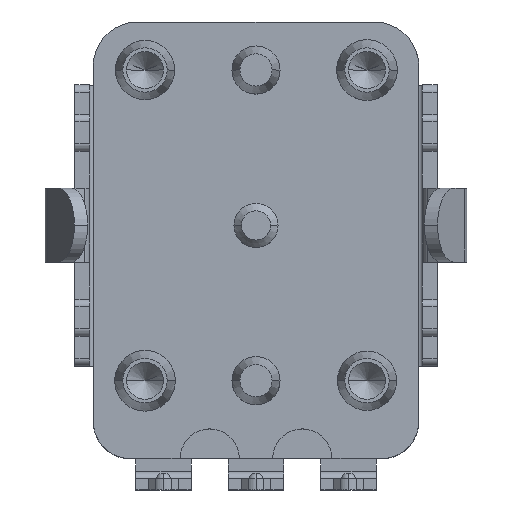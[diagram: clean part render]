
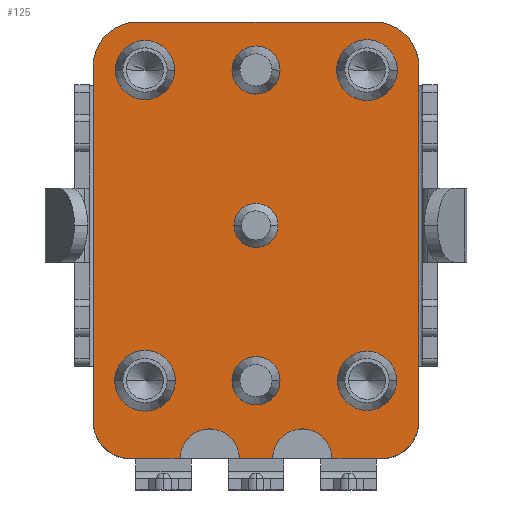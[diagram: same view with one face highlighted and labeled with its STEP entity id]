
A CAD part, top view. The second image highlights one B-rep face of the part: STEP entity #125.
In plain terms, the highlighted planar face has unit normal (0, 0, 1).
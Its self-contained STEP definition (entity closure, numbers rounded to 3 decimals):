
#125=ADVANCED_FACE('',(#566,#567,#568,#569,#570,#571,#572,#573),#574,.T.);
#566=FACE_OUTER_BOUND('',#1364,.T.);
#567=FACE_BOUND('',#1365,.T.);
#568=FACE_BOUND('',#1366,.T.);
#569=FACE_BOUND('',#1367,.T.);
#570=FACE_BOUND('',#1368,.T.);
#571=FACE_BOUND('',#1369,.T.);
#572=FACE_BOUND('',#1370,.T.);
#573=FACE_BOUND('',#1371,.T.);
#574=PLANE('',#1372);
#1364=EDGE_LOOP('',(#2511,#2512,#2513,#2514,#2515,#2516,#2517,#2518,#2519,#2520,#2521,#2522));
#1365=EDGE_LOOP('',(#2523,#2524));
#1366=EDGE_LOOP('',(#2525,#2526));
#1367=EDGE_LOOP('',(#2527,#2528));
#1368=EDGE_LOOP('',(#2529,#2530));
#1369=EDGE_LOOP('',(#2531,#2532));
#1370=EDGE_LOOP('',(#2533,#2534));
#1371=EDGE_LOOP('',(#2535,#2536));
#1372=AXIS2_PLACEMENT_3D('',#2537,#2538,#2539);
#2511=ORIENTED_EDGE('',*,*,#5573,.F.);
#2512=ORIENTED_EDGE('',*,*,#5559,.T.);
#2513=ORIENTED_EDGE('',*,*,#5574,.T.);
#2514=ORIENTED_EDGE('',*,*,#5575,.T.);
#2515=ORIENTED_EDGE('',*,*,#5576,.T.);
#2516=ORIENTED_EDGE('',*,*,#5577,.T.);
#2517=ORIENTED_EDGE('',*,*,#5578,.T.);
#2518=ORIENTED_EDGE('',*,*,#5579,.T.);
#2519=ORIENTED_EDGE('',*,*,#5580,.T.);
#2520=ORIENTED_EDGE('',*,*,#5553,.T.);
#2521=ORIENTED_EDGE('',*,*,#5581,.F.);
#2522=ORIENTED_EDGE('',*,*,#5549,.T.);
#2523=ORIENTED_EDGE('',*,*,#5482,.F.);
#2524=ORIENTED_EDGE('',*,*,#5582,.F.);
#2525=ORIENTED_EDGE('',*,*,#5475,.F.);
#2526=ORIENTED_EDGE('',*,*,#5583,.F.);
#2527=ORIENTED_EDGE('',*,*,#5584,.F.);
#2528=ORIENTED_EDGE('',*,*,#5494,.F.);
#2529=ORIENTED_EDGE('',*,*,#5509,.F.);
#2530=ORIENTED_EDGE('',*,*,#5585,.F.);
#2531=ORIENTED_EDGE('',*,*,#5502,.F.);
#2532=ORIENTED_EDGE('',*,*,#5586,.F.);
#2533=ORIENTED_EDGE('',*,*,#5587,.F.);
#2534=ORIENTED_EDGE('',*,*,#5521,.F.);
#2535=ORIENTED_EDGE('',*,*,#5342,.T.);
#2536=ORIENTED_EDGE('',*,*,#5588,.T.);
#2537=CARTESIAN_POINT('',(-3.2,4.3,4.48));
#2538=DIRECTION('',(0.0,0.0,1.0));
#2539=DIRECTION('',(1.0,0.0,0.0));
#5342=EDGE_CURVE('',#6426,#6424,#6427,.T.);
#5475=EDGE_CURVE('',#6687,#6688,#6689,.T.);
#5482=EDGE_CURVE('',#6700,#6701,#6702,.T.);
#5494=EDGE_CURVE('',#6722,#6724,#6725,.T.);
#5502=EDGE_CURVE('',#6738,#6739,#6740,.T.);
#5509=EDGE_CURVE('',#6751,#6752,#6753,.T.);
#5521=EDGE_CURVE('',#6773,#6775,#6776,.T.);
#5549=EDGE_CURVE('',#6830,#6828,#6831,.T.);
#5553=EDGE_CURVE('',#6838,#6836,#6839,.T.);
#5559=EDGE_CURVE('',#6848,#6846,#6849,.T.);
#5573=EDGE_CURVE('',#6848,#6828,#6875,.T.);
#5574=EDGE_CURVE('',#6846,#6876,#6877,.T.);
#5575=EDGE_CURVE('',#6876,#6878,#6879,.T.);
#5576=EDGE_CURVE('',#6878,#6880,#6881,.T.);
#5577=EDGE_CURVE('',#6880,#6882,#6883,.T.);
#5578=EDGE_CURVE('',#6882,#6884,#6885,.T.);
#5579=EDGE_CURVE('',#6884,#6886,#6887,.T.);
#5580=EDGE_CURVE('',#6886,#6838,#6888,.T.);
#5581=EDGE_CURVE('',#6830,#6836,#6889,.T.);
#5582=EDGE_CURVE('',#6701,#6700,#6890,.T.);
#5583=EDGE_CURVE('',#6688,#6687,#6891,.T.);
#5584=EDGE_CURVE('',#6724,#6722,#6892,.T.);
#5585=EDGE_CURVE('',#6752,#6751,#6893,.T.);
#5586=EDGE_CURVE('',#6739,#6738,#6894,.T.);
#5587=EDGE_CURVE('',#6775,#6773,#6895,.T.);
#5588=EDGE_CURVE('',#6424,#6426,#6896,.T.);
#6424=VERTEX_POINT('',#8147);
#6426=VERTEX_POINT('',#8150);
#6427=CIRCLE('',#8151,0.595);
#6687=VERTEX_POINT('',#8610);
#6688=VERTEX_POINT('',#8611);
#6689=CIRCLE('',#8612,0.65);
#6700=VERTEX_POINT('',#8627);
#6701=VERTEX_POINT('',#8628);
#6702=CIRCLE('',#8629,0.8);
#6722=VERTEX_POINT('',#8655);
#6724=VERTEX_POINT('',#8658);
#6725=CIRCLE('',#8659,0.82);
#6738=VERTEX_POINT('',#8677);
#6739=VERTEX_POINT('',#8678);
#6740=CIRCLE('',#8679,0.65);
#6751=VERTEX_POINT('',#8694);
#6752=VERTEX_POINT('',#8695);
#6753=CIRCLE('',#8696,0.8);
#6773=VERTEX_POINT('',#8722);
#6775=VERTEX_POINT('',#8725);
#6776=CIRCLE('',#8726,0.82);
#6828=VERTEX_POINT('',#8796);
#6830=VERTEX_POINT('',#8799);
#6831=LINE('',#8800,#8801);
#6836=VERTEX_POINT('',#8808);
#6838=VERTEX_POINT('',#8811);
#6839=LINE('',#8812,#8813);
#6846=VERTEX_POINT('',#8824);
#6848=VERTEX_POINT('',#8827);
#6849=LINE('',#8828,#8829);
#6875=CIRCLE('',#8868,0.8);
#6876=VERTEX_POINT('',#8869);
#6877=CIRCLE('',#8870,1.0);
#6878=VERTEX_POINT('',#8871);
#6879=LINE('',#8872,#8873);
#6880=VERTEX_POINT('',#8874);
#6881=CIRCLE('',#8875,1.2);
#6882=VERTEX_POINT('',#8876);
#6883=LINE('',#8877,#8878);
#6884=VERTEX_POINT('',#8879);
#6885=CIRCLE('',#8880,1.2);
#6886=VERTEX_POINT('',#8881);
#6887=LINE('',#8882,#8883);
#6888=CIRCLE('',#8884,1.0);
#6889=CIRCLE('',#8885,0.8);
#6890=CIRCLE('',#8886,0.8);
#6891=CIRCLE('',#8887,0.65);
#6892=CIRCLE('',#8888,0.82);
#6893=CIRCLE('',#8889,0.8);
#6894=CIRCLE('',#8890,0.65);
#6895=CIRCLE('',#8891,0.82);
#6896=CIRCLE('',#8892,0.595);
#8147=CARTESIAN_POINT('',(-0.595,0.,4.48));
#8150=CARTESIAN_POINT('',(0.595,0.,4.48));
#8151=AXIS2_PLACEMENT_3D('',#10789,#10790,#10791);
#8610=CARTESIAN_POINT('',(-0.65,-4.2,4.48));
#8611=CARTESIAN_POINT('',(0.65,-4.2,4.48));
#8612=AXIS2_PLACEMENT_3D('',#10970,#10971,#10972);
#8627=CARTESIAN_POINT('',(2.2,-4.2,4.48));
#8628=CARTESIAN_POINT('',(3.8,-4.2,4.48));
#8629=AXIS2_PLACEMENT_3D('',#10983,#10984,#10985);
#8655=CARTESIAN_POINT('',(-3.82,-4.2,4.48));
#8658=CARTESIAN_POINT('',(-2.18,-4.2,4.48));
#8659=AXIS2_PLACEMENT_3D('',#11005,#11006,#11007);
#8677=CARTESIAN_POINT('',(0.65,4.2,4.48));
#8678=CARTESIAN_POINT('',(-0.65,4.2,4.48));
#8679=AXIS2_PLACEMENT_3D('',#11019,#11020,#11021);
#8694=CARTESIAN_POINT('',(-2.2,4.2,4.48));
#8695=CARTESIAN_POINT('',(-3.8,4.2,4.48));
#8696=AXIS2_PLACEMENT_3D('',#11032,#11033,#11034);
#8722=CARTESIAN_POINT('',(3.82,4.2,4.48));
#8725=CARTESIAN_POINT('',(2.18,4.2,4.48));
#8726=AXIS2_PLACEMENT_3D('',#11054,#11055,#11056);
#8796=CARTESIAN_POINT('',(0.45,-6.3,4.48));
#8799=CARTESIAN_POINT('',(-0.45,-6.3,4.48));
#8800=CARTESIAN_POINT('',(-3.4,-6.3,4.48));
#8801=VECTOR('',#11100,1000.0);
#8808=CARTESIAN_POINT('',(-2.05,-6.3,4.48));
#8811=CARTESIAN_POINT('',(-3.4,-6.3,4.48));
#8812=CARTESIAN_POINT('',(-3.4,-6.3,4.48));
#8813=VECTOR('',#11104,1000.0);
#8824=CARTESIAN_POINT('',(3.4,-6.3,4.48));
#8827=CARTESIAN_POINT('',(2.05,-6.3,4.48));
#8828=CARTESIAN_POINT('',(-3.4,-6.3,4.48));
#8829=VECTOR('',#11110,1000.0);
#8868=AXIS2_PLACEMENT_3D('',#11124,#11125,#11126);
#8869=CARTESIAN_POINT('',(4.4,-5.3,4.48));
#8870=AXIS2_PLACEMENT_3D('',#11127,#11128,#11129);
#8871=CARTESIAN_POINT('',(4.4,4.3,4.48));
#8872=CARTESIAN_POINT('',(4.4,4.3,4.48));
#8873=VECTOR('',#11130,1000.0);
#8874=CARTESIAN_POINT('',(3.2,5.5,4.48));
#8875=AXIS2_PLACEMENT_3D('',#11131,#11132,#11133);
#8876=CARTESIAN_POINT('',(-3.2,5.5,4.48));
#8877=CARTESIAN_POINT('',(-3.2,5.5,4.48));
#8878=VECTOR('',#11134,1000.0);
#8879=CARTESIAN_POINT('',(-4.4,4.3,4.48));
#8880=AXIS2_PLACEMENT_3D('',#11135,#11136,#11137);
#8881=CARTESIAN_POINT('',(-4.4,-5.3,4.48));
#8882=CARTESIAN_POINT('',(-4.4,4.3,4.48));
#8883=VECTOR('',#11138,1000.0);
#8884=AXIS2_PLACEMENT_3D('',#11139,#11140,#11141);
#8885=AXIS2_PLACEMENT_3D('',#11142,#11143,#11144);
#8886=AXIS2_PLACEMENT_3D('',#11145,#11146,#11147);
#8887=AXIS2_PLACEMENT_3D('',#11148,#11149,#11150);
#8888=AXIS2_PLACEMENT_3D('',#11151,#11152,#11153);
#8889=AXIS2_PLACEMENT_3D('',#11154,#11155,#11156);
#8890=AXIS2_PLACEMENT_3D('',#11157,#11158,#11159);
#8891=AXIS2_PLACEMENT_3D('',#11160,#11161,#11162);
#8892=AXIS2_PLACEMENT_3D('',#11163,#11164,#11165);
#10789=CARTESIAN_POINT('',(0.,0.,4.48));
#10790=DIRECTION('',(0.0,0.0,-1.0));
#10791=DIRECTION('',(1.0,0.0,0.0));
#10970=CARTESIAN_POINT('',(0.,-4.2,4.48));
#10971=DIRECTION('',(0.0,0.0,1.0));
#10972=DIRECTION('',(-1.0,0.,0.0));
#10983=CARTESIAN_POINT('',(3.,-4.2,4.48));
#10984=DIRECTION('',(0.,0.,1.0));
#10985=DIRECTION('',(-1.0,0.,0.0));
#11005=CARTESIAN_POINT('',(-3.,-4.2,4.48));
#11006=DIRECTION('',(0.0,0.0,1.0));
#11007=DIRECTION('',(1.0,0.0,0.0));
#11019=CARTESIAN_POINT('',(0.0,4.2,4.48));
#11020=DIRECTION('',(0.0,-0.0,1.0));
#11021=DIRECTION('',(1.0,0.0,0.0));
#11032=CARTESIAN_POINT('',(-3.0,4.2,4.48));
#11033=DIRECTION('',(0.0,-0.0,1.0));
#11034=DIRECTION('',(1.0,0.0,0.0));
#11054=CARTESIAN_POINT('',(3.0,4.2,4.48));
#11055=DIRECTION('',(0.0,0.0,1.0));
#11056=DIRECTION('',(1.0,0.0,0.0));
#11100=DIRECTION('',(1.0,0.,0.0));
#11104=DIRECTION('',(1.0,0.,0.0));
#11110=DIRECTION('',(1.0,0.,0.0));
#11124=CARTESIAN_POINT('',(1.25,-6.3,4.48));
#11125=DIRECTION('',(0.0,0.0,1.0));
#11126=DIRECTION('',(-1.0,0.0,0.0));
#11127=CARTESIAN_POINT('',(3.4,-5.3,4.48));
#11128=DIRECTION('',(0.0,0.0,1.0));
#11129=DIRECTION('',(1.0,0.0,0.0));
#11130=DIRECTION('',(0.,1.0,-0.0));
#11131=CARTESIAN_POINT('',(3.2,4.3,4.48));
#11132=DIRECTION('',(0.0,0.0,1.0));
#11133=DIRECTION('',(-1.0,0.0,0.0));
#11134=DIRECTION('',(-1.0,0.,-0.0));
#11135=CARTESIAN_POINT('',(-3.2,4.3,4.48));
#11136=DIRECTION('',(0.0,0.0,1.0));
#11137=DIRECTION('',(1.0,0.0,0.0));
#11138=DIRECTION('',(0.0,-1.0,0.0));
#11139=CARTESIAN_POINT('',(-3.4,-5.3,4.48));
#11140=DIRECTION('',(0.0,0.0,1.0));
#11141=DIRECTION('',(1.0,0.0,0.0));
#11142=CARTESIAN_POINT('',(-1.25,-6.3,4.48));
#11143=DIRECTION('',(0.0,0.0,1.0));
#11144=DIRECTION('',(-1.0,0.0,0.0));
#11145=CARTESIAN_POINT('',(3.,-4.2,4.48));
#11146=DIRECTION('',(0.,0.,1.0));
#11147=DIRECTION('',(-1.0,0.,0.0));
#11148=CARTESIAN_POINT('',(0.,-4.2,4.48));
#11149=DIRECTION('',(0.0,0.0,1.0));
#11150=DIRECTION('',(-1.0,0.,0.0));
#11151=CARTESIAN_POINT('',(-3.,-4.2,4.48));
#11152=DIRECTION('',(0.0,0.0,1.0));
#11153=DIRECTION('',(1.0,0.0,0.0));
#11154=CARTESIAN_POINT('',(-3.0,4.2,4.48));
#11155=DIRECTION('',(0.0,-0.0,1.0));
#11156=DIRECTION('',(1.0,0.0,0.0));
#11157=CARTESIAN_POINT('',(0.0,4.2,4.48));
#11158=DIRECTION('',(0.0,-0.0,1.0));
#11159=DIRECTION('',(1.0,0.0,0.0));
#11160=CARTESIAN_POINT('',(3.0,4.2,4.48));
#11161=DIRECTION('',(0.0,0.0,1.0));
#11162=DIRECTION('',(1.0,0.0,0.0));
#11163=CARTESIAN_POINT('',(0.,0.,4.48));
#11164=DIRECTION('',(0.0,0.0,-1.0));
#11165=DIRECTION('',(1.0,0.0,0.0));
